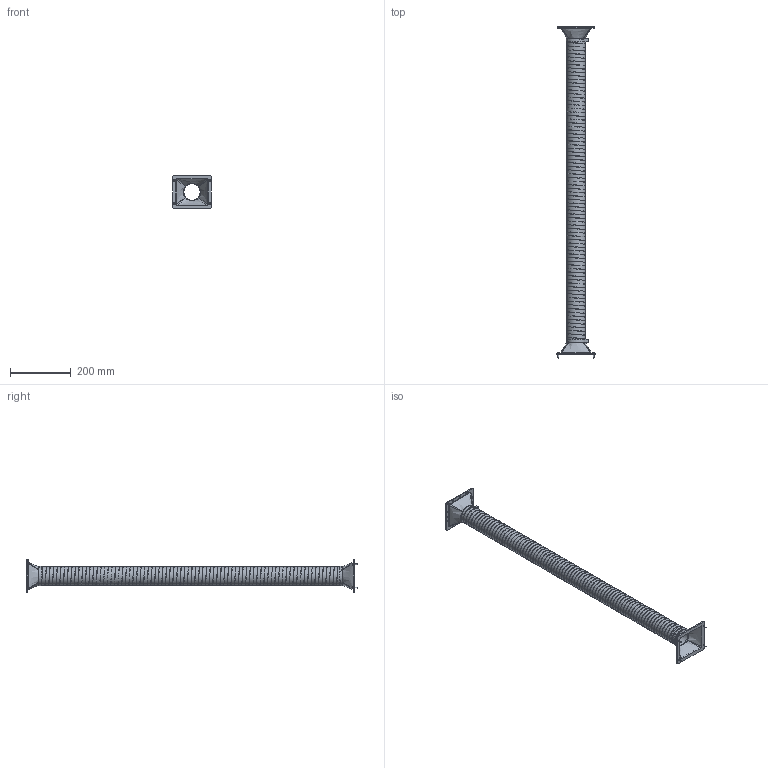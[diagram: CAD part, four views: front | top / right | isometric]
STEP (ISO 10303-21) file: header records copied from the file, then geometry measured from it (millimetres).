
FILE_DESCRIPTION(/* description */ (''),/* implementation_level */ '2;1');
FILE_NAME(/* name */ 'ASSEMBLY_Main.stp',/* time_stamp */ '2024-10-12T19:43:40+02:00',/* author */ ('User'),/* organization */ (''),/* preprocessor_version */ 'ST-DEVELOPER v20',/* originating_system */ 'Autodesk Inventor 2025',/* authorisation */ '');
FILE_SCHEMA (('AUTOMOTIVE_DESIGN { 1 0 10303 214 3 1 1 }'));
Products named in the file (9): ASSEMBLY_Main; DIN 912 - M2,5 x 6; DIN 125-2 - A 3,2; DIN 912 - M3 x 16; 3DP_PLA_Air_Purifier_60mm_Pipe_Mount; 3DP_PLA_X1C_60mm_Pipe_Mount; COTS_GENERIC_60mm_PUR_Suction_Hose; COTS_GENERIC_6x3mm_Cylindricial_Neodymium_Magnet; COTS_GENERIC_60mm_Hose_Clamp
Assembly tree (25 placements, depth 2):
  ASSEMBLY_Main
    DIN 912 - M2,5 x 6  x2
    DIN 125-2 - A 3,2  x4
    DIN 912 - M3 x 16  x4
    3DP_PLA_Air_Purifier_60mm_Pipe_Mount
    3DP_PLA_X1C_60mm_Pipe_Mount
    COTS_GENERIC_6x3mm_Cylindricial_Neodymium_Magnet  x10
    COTS_GENERIC_60mm_PUR_Suction_Hose
    COTS_GENERIC_60mm_Hose_Clamp  x2
Bounding box: 126 x 1093.5 x 111 mm (x, y, z)
Volume: 345981.7 mm3; surface area: 496946.2 mm2
Topology: 25 solids, 25 shells, 400 faces, 941 edges, 610 vertices
Faces by surface type: cylinder 149, plane 121, bspline 82, torus 34, cone 14
Full cylindrical faces by diameter (mm): 2.5 x4, 3 x4, 3.2 x4, 3.5 x4, 4.5 x2, 5 x1, 5.5 x4, 6 x10, 6.2 x10, 7 x4, 54 x2, 60 x3, 62 x86
Entity records: 42171 total; most frequent: CARTESIAN_POINT 35908, ORIENTED_EDGE 1362, DIRECTION 961, EDGE_CURVE 681, VERTEX_POINT 438, AXIS2_PLACEMENT_3D 387, B_SPLINE_CURVE_WITH_KNOTS 321, EDGE_LOOP 315
